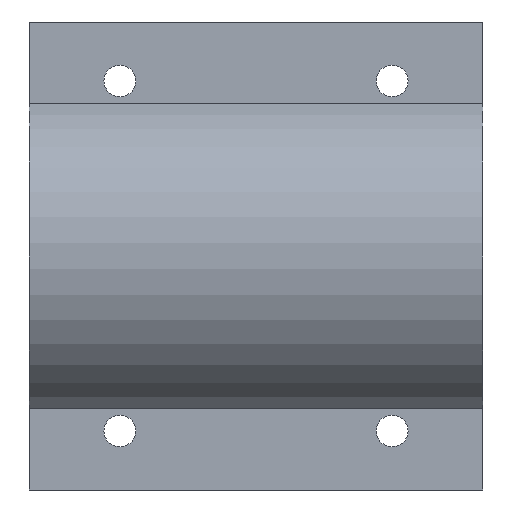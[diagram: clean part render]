
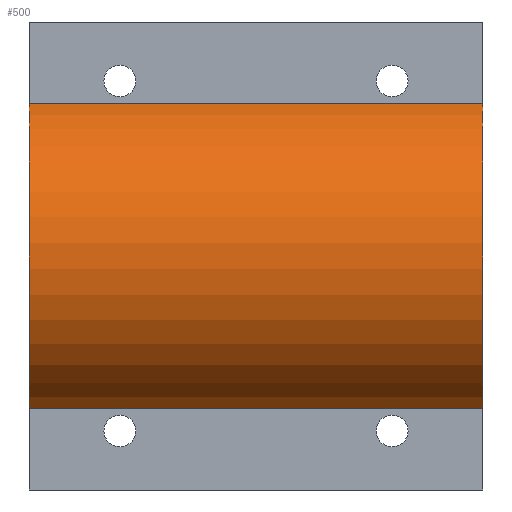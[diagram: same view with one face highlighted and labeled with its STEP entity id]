
A CAD part, left-side view. The second image highlights one B-rep face of the part: STEP entity #500.
In plain terms, the highlighted cylindrical face has radius 17.825 mm (diameter 35.65 mm), a partial arc.
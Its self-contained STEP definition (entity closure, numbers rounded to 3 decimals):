
#25 = DIRECTION ( 'NONE',  ( 0., 1., 0. ) ) ;
#35 = CARTESIAN_POINT ( 'NONE',  ( -6., 0., 16.785 ) ) ;
#44 = VERTEX_POINT ( 'NONE', #407 ) ;
#54 = VERTEX_POINT ( 'NONE', #592 ) ;
#80 = EDGE_CURVE ( 'NONE', #54, #44, #383, .T. ) ;
#84 = CIRCLE ( 'NONE', #397, 17.825 ) ;
#86 = CARTESIAN_POINT ( 'NONE',  ( -6., -50., -16.785 ) ) ;
#87 = VECTOR ( 'NONE', #25, 1000. ) ;
#89 = ORIENTED_EDGE ( 'NONE', *, *, #93, .T. ) ;
#93 = EDGE_CURVE ( 'NONE', #54, #347, #545, .T. ) ;
#122 = CARTESIAN_POINT ( 'NONE',  ( -6., 0., -16.785 ) ) ;
#137 = ORIENTED_EDGE ( 'NONE', *, *, #375, .F. ) ;
#143 = DIRECTION ( 'NONE',  ( 0., -1., 0. ) ) ;
#162 = DIRECTION ( 'NONE',  ( 0., 1., 0. ) ) ;
#179 = LINE ( 'NONE', #86, #87 ) ;
#186 = VERTEX_POINT ( 'NONE', #122 ) ;
#192 = FACE_OUTER_BOUND ( 'NONE', #422, .T. ) ;
#200 = ORIENTED_EDGE ( 'NONE', *, *, #80, .F. ) ;
#240 = DIRECTION ( 'NONE',  ( 0., 0., -1. ) ) ;
#265 = VECTOR ( 'NONE', #162, 1000. ) ;
#281 = CARTESIAN_POINT ( 'NONE',  ( 0., 0., 0. ) ) ;
#308 = AXIS2_PLACEMENT_3D ( 'NONE', #475, #379, #574 ) ;
#325 = CYLINDRICAL_SURFACE ( 'NONE', #308, 17.825 ) ;
#347 = VERTEX_POINT ( 'NONE', #35 ) ;
#367 = ORIENTED_EDGE ( 'NONE', *, *, #465, .T. ) ;
#375 = EDGE_CURVE ( 'NONE', #44, #186, #179, .T. ) ;
#379 = DIRECTION ( 'NONE',  ( 0., 1., 0. ) ) ;
#383 = CIRCLE ( 'NONE', #458, 17.825 ) ;
#397 = AXIS2_PLACEMENT_3D ( 'NONE', #281, #143, #240 ) ;
#407 = CARTESIAN_POINT ( 'NONE',  ( -6., -50., -16.785 ) ) ;
#422 = EDGE_LOOP ( 'NONE', ( #367, #137, #200, #89 ) ) ;
#458 = AXIS2_PLACEMENT_3D ( 'NONE', #503, #541, #537 ) ;
#465 = EDGE_CURVE ( 'NONE', #347, #186, #84, .T. ) ;
#475 = CARTESIAN_POINT ( 'NONE',  ( 0., -50., 0. ) ) ;
#500 = ADVANCED_FACE ( 'NONE', ( #192 ), #325, .T. ) ;
#503 = CARTESIAN_POINT ( 'NONE',  ( 0., -50., 0. ) ) ;
#537 = DIRECTION ( 'NONE',  ( 0., 0., -1. ) ) ;
#541 = DIRECTION ( 'NONE',  ( 0., -1., 0. ) ) ;
#545 = LINE ( 'NONE', #551, #265 ) ;
#551 = CARTESIAN_POINT ( 'NONE',  ( -6., -50., 16.785 ) ) ;
#574 = DIRECTION ( 'NONE',  ( 0., 0., 1. ) ) ;
#592 = CARTESIAN_POINT ( 'NONE',  ( -6., -50., 16.785 ) ) ;
